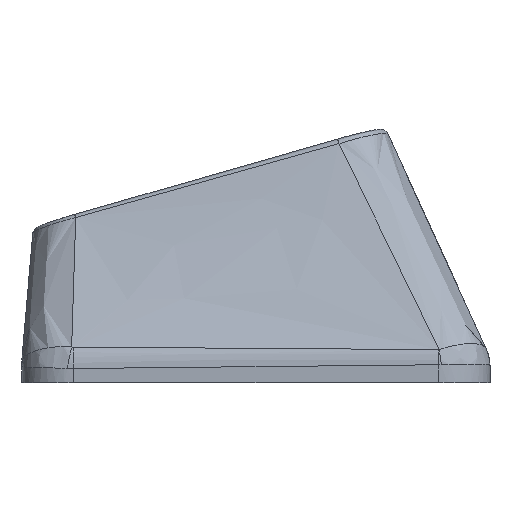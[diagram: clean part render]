
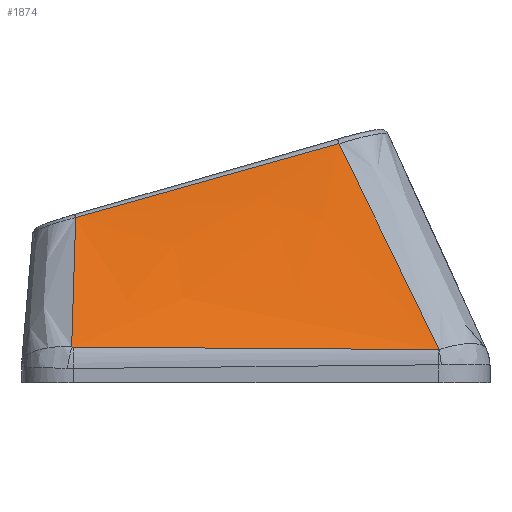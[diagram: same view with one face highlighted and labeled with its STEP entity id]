
A CAD part, left-side view. The second image highlights one B-rep face of the part: STEP entity #1874.
In plain terms, the highlighted free-form (B-spline) face has degree [3, 3] with [4, 4] control points.
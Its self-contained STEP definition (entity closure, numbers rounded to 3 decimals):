
#33=B_SPLINE_SURFACE_WITH_KNOTS('',3,3,((#3899,#3900,#3901,#3902),(#3903,
#3904,#3905,#3906),(#3907,#3908,#3909,#3910),(#3911,#3912,#3913,#3914)),
 .UNSPECIFIED.,.F.,.F.,.F.,(4,4),(4,4),(0.102,0.894),
(0.022,0.967),.UNSPECIFIED.);
#227=FACE_OUTER_BOUND('',#340,.T.);
#340=EDGE_LOOP('',(#1572,#1573,#1574,#1575,#1576,#1577));
#461=B_SPLINE_CURVE_WITH_KNOTS('',3,(#3419,#3420,#3421,#3422),
 .UNSPECIFIED.,.F.,.F.,(4,4),(0.,0.003),
 .UNSPECIFIED.);
#463=B_SPLINE_CURVE_WITH_KNOTS('',3,(#3446,#3447,#3448,#3449),
 .UNSPECIFIED.,.F.,.F.,(4,4),(0.,1.416),.UNSPECIFIED.);
#465=B_SPLINE_CURVE_WITH_KNOTS('',3,(#3473,#3474,#3475,#3476),
 .UNSPECIFIED.,.F.,.F.,(4,4),(0.,0.006),
 .UNSPECIFIED.);
#487=B_SPLINE_CURVE_WITH_KNOTS('',3,(#3889,#3890,#3891,#3892),
 .UNSPECIFIED.,.F.,.F.,(4,4),(-0.622,-0.018),
 .UNSPECIFIED.);
#489=B_SPLINE_CURVE_WITH_KNOTS('',3,(#3916,#3917,#3918,#3919),
 .UNSPECIFIED.,.F.,.F.,(4,4),(0.022,0.973),
 .UNSPECIFIED.);
#490=B_SPLINE_CURVE_WITH_KNOTS('',3,(#3920,#3921,#3922,#3923),
 .UNSPECIFIED.,.F.,.F.,(4,4),(-1.061,0.),.UNSPECIFIED.);
#857=VERTEX_POINT('',#3378);
#861=VERTEX_POINT('',#3412);
#863=VERTEX_POINT('',#3439);
#865=VERTEX_POINT('',#3466);
#892=VERTEX_POINT('',#3888);
#893=VERTEX_POINT('',#3915);
#1095=EDGE_CURVE('',#857,#861,#461,.T.);
#1098=EDGE_CURVE('',#861,#863,#463,.T.);
#1101=EDGE_CURVE('',#863,#865,#465,.T.);
#1142=EDGE_CURVE('',#865,#892,#487,.T.);
#1144=EDGE_CURVE('',#893,#857,#489,.T.);
#1145=EDGE_CURVE('',#892,#893,#490,.T.);
#1572=ORIENTED_EDGE('',*,*,#1101,.F.);
#1573=ORIENTED_EDGE('',*,*,#1098,.F.);
#1574=ORIENTED_EDGE('',*,*,#1095,.F.);
#1575=ORIENTED_EDGE('',*,*,#1144,.F.);
#1576=ORIENTED_EDGE('',*,*,#1145,.F.);
#1577=ORIENTED_EDGE('',*,*,#1142,.F.);
#1874=ADVANCED_FACE('',(#227),#33,.T.);
#3378=CARTESIAN_POINT('',(-20.866,-7.105,0.283));
#3412=CARTESIAN_POINT('',(-20.867,-7.076,0.281));
#3419=CARTESIAN_POINT('Ctrl Pts',(-20.866,-7.105,0.283));
#3420=CARTESIAN_POINT('Ctrl Pts',(-20.866,-7.095,0.282));
#3421=CARTESIAN_POINT('Ctrl Pts',(-20.867,-7.086,0.281));
#3422=CARTESIAN_POINT('Ctrl Pts',(-20.867,-7.076,0.281));
#3439=CARTESIAN_POINT('',(-20.735,7.093,0.378));
#3446=CARTESIAN_POINT('Ctrl Pts',(-20.867,-7.076,0.281));
#3447=CARTESIAN_POINT('Ctrl Pts',(-20.841,-2.355,0.307));
#3448=CARTESIAN_POINT('Ctrl Pts',(-20.808,2.368,0.339));
#3449=CARTESIAN_POINT('Ctrl Pts',(-20.735,7.093,0.378));
#3466=CARTESIAN_POINT('',(-20.731,7.153,0.384));
#3473=CARTESIAN_POINT('Ctrl Pts',(-20.735,7.093,0.378));
#3474=CARTESIAN_POINT('Ctrl Pts',(-20.735,7.113,0.378));
#3475=CARTESIAN_POINT('Ctrl Pts',(-20.733,7.133,0.38));
#3476=CARTESIAN_POINT('Ctrl Pts',(-20.731,7.153,0.384));
#3888=CARTESIAN_POINT('',(-17.416,6.996,5.404));
#3889=CARTESIAN_POINT('Ctrl Pts',(-20.731,7.153,0.384));
#3890=CARTESIAN_POINT('Ctrl Pts',(-19.617,7.082,2.053));
#3891=CARTESIAN_POINT('Ctrl Pts',(-18.513,7.026,3.727));
#3892=CARTESIAN_POINT('Ctrl Pts',(-17.416,6.996,5.404));
#3899=CARTESIAN_POINT('Ctrl Pts',(-17.4,-3.656,8.393));
#3900=CARTESIAN_POINT('Ctrl Pts',(-18.556,-4.806,5.689));
#3901=CARTESIAN_POINT('Ctrl Pts',(-19.711,-5.956,2.985));
#3902=CARTESIAN_POINT('Ctrl Pts',(-20.867,-7.105,0.281));
#3903=CARTESIAN_POINT('Ctrl Pts',(-17.4,-0.041,
7.386));
#3904=CARTESIAN_POINT('Ctrl Pts',(-18.556,-0.811,
5.007));
#3905=CARTESIAN_POINT('Ctrl Pts',(-19.711,-1.582,2.627));
#3906=CARTESIAN_POINT('Ctrl Pts',(-20.867,-2.353,0.247));
#3907=CARTESIAN_POINT('Ctrl Pts',(-17.4,3.575,6.38));
#3908=CARTESIAN_POINT('Ctrl Pts',(-18.556,3.183,4.324));
#3909=CARTESIAN_POINT('Ctrl Pts',(-19.711,2.791,2.269));
#3910=CARTESIAN_POINT('Ctrl Pts',(-20.867,2.4,0.214));
#3911=CARTESIAN_POINT('Ctrl Pts',(-17.4,7.19,5.373));
#3912=CARTESIAN_POINT('Ctrl Pts',(-18.556,7.177,3.642));
#3913=CARTESIAN_POINT('Ctrl Pts',(-19.711,7.165,1.911));
#3914=CARTESIAN_POINT('Ctrl Pts',(-20.867,7.152,0.18));
#3915=CARTESIAN_POINT('',(-17.4,-3.22,8.271));
#3916=CARTESIAN_POINT('Ctrl Pts',(-17.4,-3.22,8.271));
#3917=CARTESIAN_POINT('Ctrl Pts',(-18.573,-4.527,5.619));
#3918=CARTESIAN_POINT('Ctrl Pts',(-19.724,-5.82,2.954));
#3919=CARTESIAN_POINT('Ctrl Pts',(-20.866,-7.105,0.283));
#3920=CARTESIAN_POINT('Ctrl Pts',(-17.416,6.996,5.404));
#3921=CARTESIAN_POINT('Ctrl Pts',(-17.412,3.588,6.352));
#3922=CARTESIAN_POINT('Ctrl Pts',(-17.406,0.184,7.31));
#3923=CARTESIAN_POINT('Ctrl Pts',(-17.4,-3.22,8.271));
